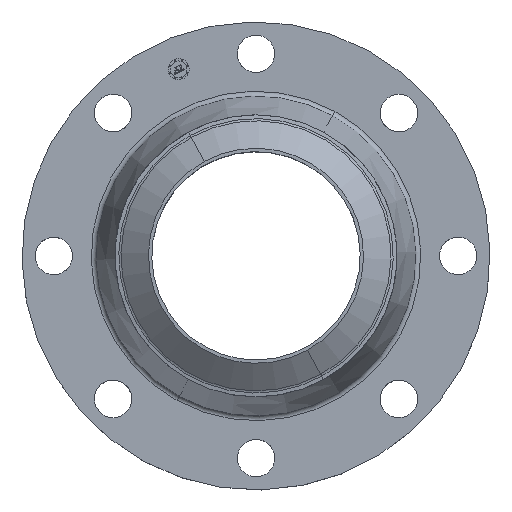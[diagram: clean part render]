
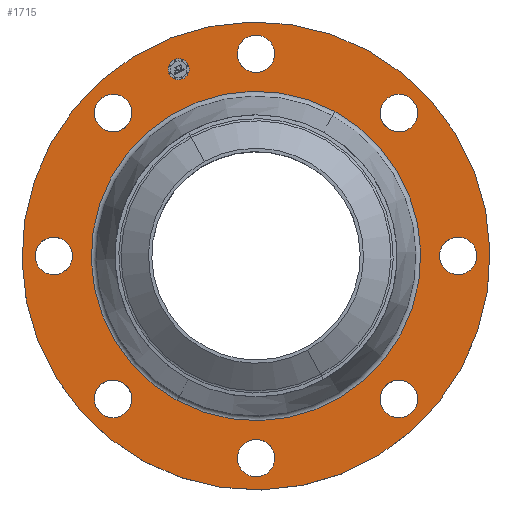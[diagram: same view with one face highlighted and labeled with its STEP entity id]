
A CAD part, top view. The second image highlights one B-rep face of the part: STEP entity #1715.
In plain terms, the highlighted planar face has unit normal (0, 0, 1).
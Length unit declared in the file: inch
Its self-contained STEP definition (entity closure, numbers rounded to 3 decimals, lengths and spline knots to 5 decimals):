
#65=AXIS2_PLACEMENT_3D('Circle Axis2P3D',#63,#64,$) ;
#110=AXIS2_PLACEMENT_3D('Circle Axis2P3D',#108,#109,$) ;
#178=AXIS2_PLACEMENT_3D('Circle Axis2P3D',#176,#177,$) ;
#202=AXIS2_PLACEMENT_3D('Circle Axis2P3D',#200,#201,$) ;
#219=AXIS2_PLACEMENT_3D('Circle Axis2P3D',#217,#218,$) ;
#254=AXIS2_PLACEMENT_3D('Circle Axis2P3D',#252,#253,$) ;
#1061=AXIS2_PLACEMENT_3D('Circle Axis2P3D',#1059,#1060,$) ;
#1078=AXIS2_PLACEMENT_3D('Circle Axis2P3D',#1076,#1077,$) ;
#1113=AXIS2_PLACEMENT_3D('Circle Axis2P3D',#1111,#1112,$) ;
#1130=AXIS2_PLACEMENT_3D('Circle Axis2P3D',#1128,#1129,$) ;
#1165=AXIS2_PLACEMENT_3D('Circle Axis2P3D',#1163,#1164,$) ;
#1182=AXIS2_PLACEMENT_3D('Circle Axis2P3D',#1180,#1181,$) ;
#1217=AXIS2_PLACEMENT_3D('Circle Axis2P3D',#1215,#1216,$) ;
#1234=AXIS2_PLACEMENT_3D('Circle Axis2P3D',#1232,#1233,$) ;
#1269=AXIS2_PLACEMENT_3D('Circle Axis2P3D',#1267,#1268,$) ;
#1286=AXIS2_PLACEMENT_3D('Circle Axis2P3D',#1284,#1285,$) ;
#1321=AXIS2_PLACEMENT_3D('Circle Axis2P3D',#1319,#1320,$) ;
#1338=AXIS2_PLACEMENT_3D('Circle Axis2P3D',#1336,#1337,$) ;
#1373=AXIS2_PLACEMENT_3D('Circle Axis2P3D',#1371,#1372,$) ;
#1390=AXIS2_PLACEMENT_3D('Circle Axis2P3D',#1388,#1389,$) ;
#1655=AXIS2_PLACEMENT_3D('Plane Axis2P3D',#1652,#1653,#1654) ;
#1699=AXIS2_PLACEMENT_3D('Circle Axis2P3D',#1697,#1698,$) ;
#1708=AXIS2_PLACEMENT_3D('Circle Axis2P3D',#1706,#1707,$) ;
#46=CARTESIAN_POINT('Vertex',(-0.38614,4.96095,0.94)) ;
#60=CARTESIAN_POINT('Vertex',(0.38614,4.53905,0.94)) ;
#63=CARTESIAN_POINT('Axis2P3D Location',(0.,4.75,0.94)) ;
#108=CARTESIAN_POINT('Axis2P3D Location',(0.,4.75,0.94)) ;
#173=CARTESIAN_POINT('Vertex',(-2.63684,-4.8267,0.94)) ;
#176=CARTESIAN_POINT('Axis2P3D Location',(0.,0.,0.94)) ;
#180=CARTESIAN_POINT('Vertex',(2.63684,4.8267,0.94)) ;
#200=CARTESIAN_POINT('Axis2P3D Location',(0.,0.,0.94)) ;
#217=CARTESIAN_POINT('Axis2P3D Location',(0.,0.,0.94)) ;
#221=CARTESIAN_POINT('Vertex',(1.85627,3.39789,0.94)) ;
#223=CARTESIAN_POINT('Vertex',(-1.85627,-3.39789,0.94)) ;
#252=CARTESIAN_POINT('Axis2P3D Location',(0.,0.,0.94)) ;
#1049=CARTESIAN_POINT('Vertex',(-3.23488,-3.78096,0.94)) ;
#1056=CARTESIAN_POINT('Vertex',(-3.48263,-2.93656,0.94)) ;
#1059=CARTESIAN_POINT('Axis2P3D Location',(-3.35876,-3.35876,0.94)) ;
#1076=CARTESIAN_POINT('Axis2P3D Location',(-3.35876,-3.35876,0.94)) ;
#1101=CARTESIAN_POINT('Vertex',(0.38614,-4.96095,0.94)) ;
#1108=CARTESIAN_POINT('Vertex',(-0.38614,-4.53905,0.94)) ;
#1111=CARTESIAN_POINT('Axis2P3D Location',(0.,-4.75,0.94)) ;
#1128=CARTESIAN_POINT('Axis2P3D Location',(0.,-4.75,0.94)) ;
#1153=CARTESIAN_POINT('Vertex',(-4.96095,-0.38614,0.94)) ;
#1160=CARTESIAN_POINT('Vertex',(-4.53905,0.38614,0.94)) ;
#1163=CARTESIAN_POINT('Axis2P3D Location',(-4.75,0.,0.94)) ;
#1180=CARTESIAN_POINT('Axis2P3D Location',(-4.75,0.,0.94)) ;
#1205=CARTESIAN_POINT('Vertex',(3.23488,3.78096,0.94)) ;
#1212=CARTESIAN_POINT('Vertex',(3.48263,2.93656,0.94)) ;
#1215=CARTESIAN_POINT('Axis2P3D Location',(3.35876,3.35876,0.94)) ;
#1232=CARTESIAN_POINT('Axis2P3D Location',(3.35876,3.35876,0.94)) ;
#1257=CARTESIAN_POINT('Vertex',(3.78096,-3.23488,0.94)) ;
#1264=CARTESIAN_POINT('Vertex',(2.93656,-3.48263,0.94)) ;
#1267=CARTESIAN_POINT('Axis2P3D Location',(3.35876,-3.35876,0.94)) ;
#1284=CARTESIAN_POINT('Axis2P3D Location',(3.35876,-3.35876,0.94)) ;
#1309=CARTESIAN_POINT('Vertex',(4.96095,0.38614,0.94)) ;
#1316=CARTESIAN_POINT('Vertex',(4.53905,-0.38614,0.94)) ;
#1319=CARTESIAN_POINT('Axis2P3D Location',(4.75,0.,0.94)) ;
#1336=CARTESIAN_POINT('Axis2P3D Location',(4.75,0.,0.94)) ;
#1361=CARTESIAN_POINT('Vertex',(-3.78096,3.23488,0.94)) ;
#1368=CARTESIAN_POINT('Vertex',(-2.93656,3.48263,0.94)) ;
#1371=CARTESIAN_POINT('Axis2P3D Location',(-3.35876,3.35876,0.94)) ;
#1388=CARTESIAN_POINT('Axis2P3D Location',(-3.35876,3.35876,0.94)) ;
#1652=CARTESIAN_POINT('Axis2P3D Location',(0.,5.5,0.94)) ;
#1697=CARTESIAN_POINT('Axis2P3D Location',(-1.81775,4.38843,0.94)) ;
#1701=CARTESIAN_POINT('Vertex',(-1.58909,4.48314,0.94)) ;
#1703=CARTESIAN_POINT('Vertex',(-2.04641,4.29371,0.94)) ;
#1706=CARTESIAN_POINT('Axis2P3D Location',(-1.81775,4.38843,0.94)) ;
#64=DIRECTION('Axis2P3D Direction',(0.,-0.,-0.039)) ;
#109=DIRECTION('Axis2P3D Direction',(0.,-0.,-0.039)) ;
#177=DIRECTION('Axis2P3D Direction',(0.,0.,-0.039)) ;
#201=DIRECTION('Axis2P3D Direction',(0.,0.,-0.039)) ;
#218=DIRECTION('Axis2P3D Direction',(0.,0.,-0.039)) ;
#253=DIRECTION('Axis2P3D Direction',(0.,0.,-0.039)) ;
#1060=DIRECTION('Axis2P3D Direction',(0.,0.,-0.039)) ;
#1077=DIRECTION('Axis2P3D Direction',(0.,0.,-0.039)) ;
#1112=DIRECTION('Axis2P3D Direction',(-0.,0.,-0.039)) ;
#1129=DIRECTION('Axis2P3D Direction',(-0.,0.,-0.039)) ;
#1164=DIRECTION('Axis2P3D Direction',(0.,0.,-0.039)) ;
#1181=DIRECTION('Axis2P3D Direction',(0.,0.,-0.039)) ;
#1216=DIRECTION('Axis2P3D Direction',(0.,-0.,-0.039)) ;
#1233=DIRECTION('Axis2P3D Direction',(0.,-0.,-0.039)) ;
#1268=DIRECTION('Axis2P3D Direction',(-0.,0.,-0.039)) ;
#1285=DIRECTION('Axis2P3D Direction',(-0.,0.,-0.039)) ;
#1320=DIRECTION('Axis2P3D Direction',(0.,-0.,-0.039)) ;
#1337=DIRECTION('Axis2P3D Direction',(0.,-0.,-0.039)) ;
#1372=DIRECTION('Axis2P3D Direction',(0.,0.,-0.039)) ;
#1389=DIRECTION('Axis2P3D Direction',(0.,0.,-0.039)) ;
#1653=DIRECTION('Axis2P3D Direction',(0.,0.,-0.039)) ;
#1654=DIRECTION('Axis2P3D XDirection',(0.039,0.,0.)) ;
#1698=DIRECTION('Axis2P3D Direction',(0.,0.,-0.039)) ;
#1707=DIRECTION('Axis2P3D Direction',(0.,0.,-0.039)) ;
#1658=ORIENTED_EDGE('',*,*,#204,.F.) ;
#1659=ORIENTED_EDGE('',*,*,#182,.F.) ;
#1662=ORIENTED_EDGE('',*,*,#67,.T.) ;
#1663=ORIENTED_EDGE('',*,*,#112,.T.) ;
#1666=ORIENTED_EDGE('',*,*,#256,.T.) ;
#1667=ORIENTED_EDGE('',*,*,#225,.T.) ;
#1670=ORIENTED_EDGE('',*,*,#1236,.T.) ;
#1671=ORIENTED_EDGE('',*,*,#1219,.T.) ;
#1674=ORIENTED_EDGE('',*,*,#1340,.T.) ;
#1675=ORIENTED_EDGE('',*,*,#1323,.T.) ;
#1678=ORIENTED_EDGE('',*,*,#1288,.T.) ;
#1679=ORIENTED_EDGE('',*,*,#1271,.T.) ;
#1682=ORIENTED_EDGE('',*,*,#1132,.T.) ;
#1683=ORIENTED_EDGE('',*,*,#1115,.T.) ;
#1686=ORIENTED_EDGE('',*,*,#1080,.T.) ;
#1687=ORIENTED_EDGE('',*,*,#1063,.T.) ;
#1690=ORIENTED_EDGE('',*,*,#1184,.T.) ;
#1691=ORIENTED_EDGE('',*,*,#1167,.T.) ;
#1694=ORIENTED_EDGE('',*,*,#1392,.T.) ;
#1695=ORIENTED_EDGE('',*,*,#1375,.T.) ;
#1712=ORIENTED_EDGE('',*,*,#1705,.F.) ;
#1713=ORIENTED_EDGE('',*,*,#1710,.F.) ;
#1664=FACE_BOUND('',#1661,.T.) ;
#1668=FACE_BOUND('',#1665,.T.) ;
#1672=FACE_BOUND('',#1669,.T.) ;
#1676=FACE_BOUND('',#1673,.T.) ;
#1680=FACE_BOUND('',#1677,.T.) ;
#1684=FACE_BOUND('',#1681,.T.) ;
#1688=FACE_BOUND('',#1685,.T.) ;
#1692=FACE_BOUND('',#1689,.T.) ;
#1696=FACE_BOUND('',#1693,.T.) ;
#1714=FACE_BOUND('',#1711,.T.) ;
#1715=ADVANCED_FACE('PartBody',(#1660,#1664,#1668,#1672,#1676,#1680,#1684,#1688,#1692,#1696,#1714),#1656,.F.) ;
#66=CIRCLE('generated circle',#65,0.44) ;
#111=CIRCLE('generated circle',#110,0.44) ;
#179=CIRCLE('generated circle',#178,5.5) ;
#203=CIRCLE('generated circle',#202,5.5) ;
#220=CIRCLE('generated circle',#219,3.87187) ;
#255=CIRCLE('generated circle',#254,3.87187) ;
#1062=CIRCLE('generated circle',#1061,0.44) ;
#1079=CIRCLE('generated circle',#1078,0.44) ;
#1114=CIRCLE('generated circle',#1113,0.44) ;
#1131=CIRCLE('generated circle',#1130,0.44) ;
#1166=CIRCLE('generated circle',#1165,0.44) ;
#1183=CIRCLE('generated circle',#1182,0.44) ;
#1218=CIRCLE('generated circle',#1217,0.44) ;
#1235=CIRCLE('generated circle',#1234,0.44) ;
#1270=CIRCLE('generated circle',#1269,0.44) ;
#1287=CIRCLE('generated circle',#1286,0.44) ;
#1322=CIRCLE('generated circle',#1321,0.44) ;
#1339=CIRCLE('generated circle',#1338,0.44) ;
#1374=CIRCLE('generated circle',#1373,0.44) ;
#1391=CIRCLE('generated circle',#1390,0.44) ;
#1700=CIRCLE('generated circle',#1699,0.2475) ;
#1709=CIRCLE('generated circle',#1708,0.2475) ;
#67=EDGE_CURVE('',#47,#61,#66,.T.) ;
#112=EDGE_CURVE('',#61,#47,#111,.T.) ;
#182=EDGE_CURVE('',#174,#181,#179,.T.) ;
#204=EDGE_CURVE('',#181,#174,#203,.T.) ;
#225=EDGE_CURVE('',#222,#224,#220,.T.) ;
#256=EDGE_CURVE('',#224,#222,#255,.T.) ;
#1063=EDGE_CURVE('',#1050,#1057,#1062,.T.) ;
#1080=EDGE_CURVE('',#1057,#1050,#1079,.T.) ;
#1115=EDGE_CURVE('',#1102,#1109,#1114,.T.) ;
#1132=EDGE_CURVE('',#1109,#1102,#1131,.T.) ;
#1167=EDGE_CURVE('',#1154,#1161,#1166,.T.) ;
#1184=EDGE_CURVE('',#1161,#1154,#1183,.T.) ;
#1219=EDGE_CURVE('',#1206,#1213,#1218,.T.) ;
#1236=EDGE_CURVE('',#1213,#1206,#1235,.T.) ;
#1271=EDGE_CURVE('',#1258,#1265,#1270,.T.) ;
#1288=EDGE_CURVE('',#1265,#1258,#1287,.T.) ;
#1323=EDGE_CURVE('',#1310,#1317,#1322,.T.) ;
#1340=EDGE_CURVE('',#1317,#1310,#1339,.T.) ;
#1375=EDGE_CURVE('',#1362,#1369,#1374,.T.) ;
#1392=EDGE_CURVE('',#1369,#1362,#1391,.T.) ;
#1705=EDGE_CURVE('',#1702,#1704,#1700,.F.) ;
#1710=EDGE_CURVE('',#1704,#1702,#1709,.F.) ;
#1657=EDGE_LOOP('',(#1658,#1659)) ;
#1661=EDGE_LOOP('',(#1662,#1663)) ;
#1665=EDGE_LOOP('',(#1666,#1667)) ;
#1669=EDGE_LOOP('',(#1670,#1671)) ;
#1673=EDGE_LOOP('',(#1674,#1675)) ;
#1677=EDGE_LOOP('',(#1678,#1679)) ;
#1681=EDGE_LOOP('',(#1682,#1683)) ;
#1685=EDGE_LOOP('',(#1686,#1687)) ;
#1689=EDGE_LOOP('',(#1690,#1691)) ;
#1693=EDGE_LOOP('',(#1694,#1695)) ;
#1711=EDGE_LOOP('',(#1712,#1713)) ;
#1660=FACE_OUTER_BOUND('',#1657,.T.) ;
#1656=PLANE('',#1655) ;
#47=VERTEX_POINT('',#46) ;
#61=VERTEX_POINT('',#60) ;
#174=VERTEX_POINT('',#173) ;
#181=VERTEX_POINT('',#180) ;
#222=VERTEX_POINT('',#221) ;
#224=VERTEX_POINT('',#223) ;
#1050=VERTEX_POINT('',#1049) ;
#1057=VERTEX_POINT('',#1056) ;
#1102=VERTEX_POINT('',#1101) ;
#1109=VERTEX_POINT('',#1108) ;
#1154=VERTEX_POINT('',#1153) ;
#1161=VERTEX_POINT('',#1160) ;
#1206=VERTEX_POINT('',#1205) ;
#1213=VERTEX_POINT('',#1212) ;
#1258=VERTEX_POINT('',#1257) ;
#1265=VERTEX_POINT('',#1264) ;
#1310=VERTEX_POINT('',#1309) ;
#1317=VERTEX_POINT('',#1316) ;
#1362=VERTEX_POINT('',#1361) ;
#1369=VERTEX_POINT('',#1368) ;
#1702=VERTEX_POINT('',#1701) ;
#1704=VERTEX_POINT('',#1703) ;
